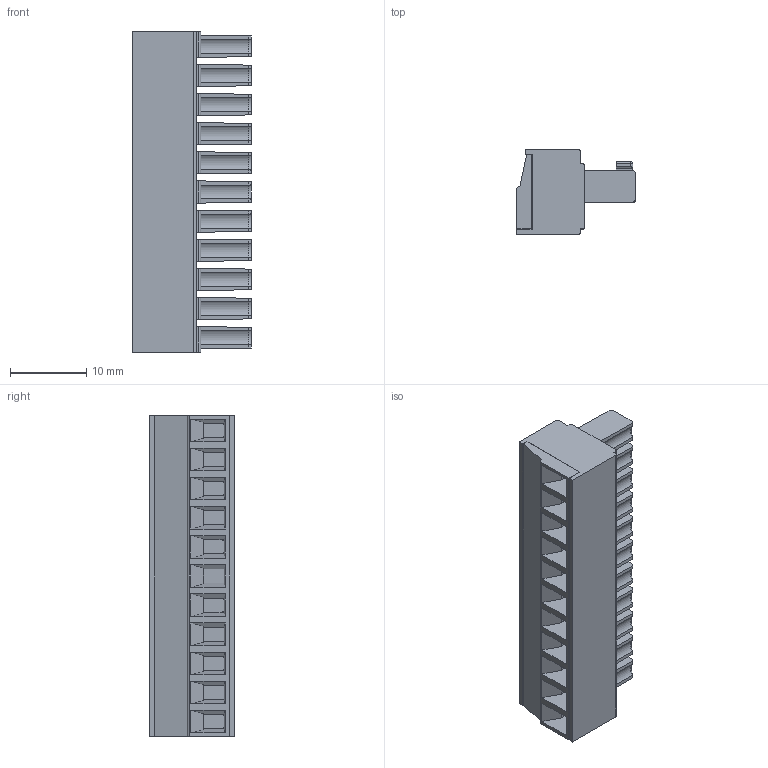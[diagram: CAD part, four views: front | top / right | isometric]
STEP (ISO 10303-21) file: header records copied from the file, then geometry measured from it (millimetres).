
FILE_DESCRIPTION(('STEP AP214'),'1');
FILE_NAME('SH06-7,62-S.stp','2018-11-19T09:52:53',(' '),(' '),'Spatial InterOp 3D',' ',' ');
FILE_SCHEMA(('AUTOMOTIVE_DESIGN { 1 0 10303 214 1 1 1 1 }'));
Length unit declared in the file: metre
Products named in the file (1): 1
Bounding box: 15.5 x 11.1 x 41.91 mm (x, y, z)
Volume: 3823.7 mm3; surface area: 4514.3 mm2
Topology: 1 solids, 1 shells, 791 faces, 2083 edges, 1325 vertices
Faces by surface type: plane 527, cylinder 186, cone 33, torus 23, sphere 22
Full cylindrical faces by diameter (mm): 1.2 x11, 1.8 x5, 2.8 x11, 3 x11
Entity records: 29931 total; most frequent: CARTESIAN_POINT 4541, ORIENTED_EDGE 3894, DIRECTION 3872, EDGE_CURVE 1947, LINE 1462, VECTOR 1462, VERTEX_POINT 1282, AXIS2_PLACEMENT_3D 1205
